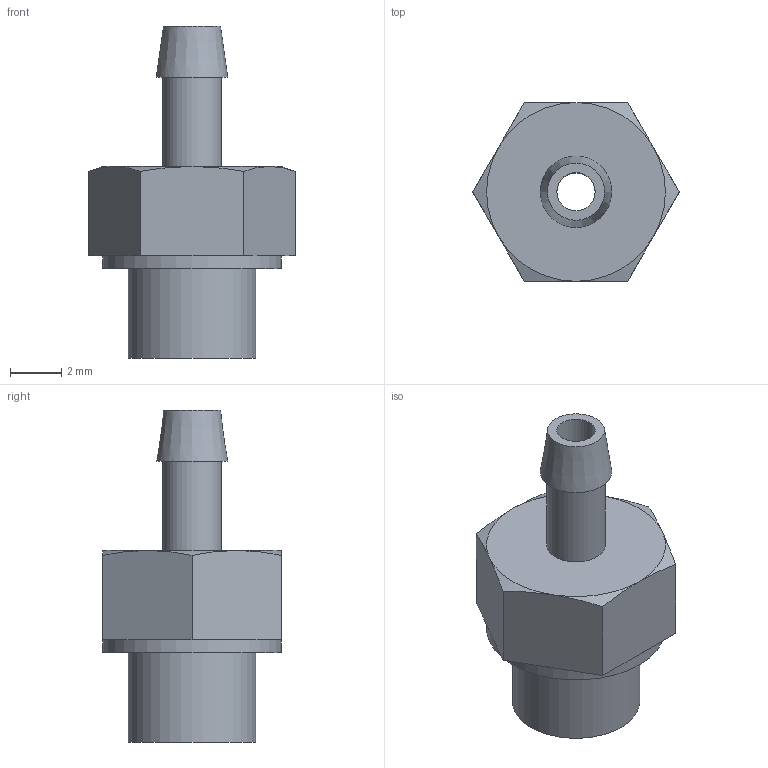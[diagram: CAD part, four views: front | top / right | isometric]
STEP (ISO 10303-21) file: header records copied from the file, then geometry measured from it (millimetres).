
FILE_DESCRIPTION((''),'2;1');
FILE_NAME('','2001-09-27T11:07:45+00:00',('Andreas Norlén'),( 'PIAB AB'),'','SolidEdge','');
FILE_SCHEMA(('CONFIG_CONTROL_DESIGN'));
Length unit declared in the file: millimetre
Products named in the file (1): 3107109
Bounding box: 8.08 x 7 x 13 mm (x, y, z)
Volume: 237.8 mm3; surface area: 335.1 mm2
Topology: 1 solids, 1 shells, 28 faces, 59 edges, 36 vertices
Faces by surface type: plane 17, cone 7, cylinder 4
Full cylindrical faces by diameter (mm): 1.5 x1, 2.3 x1, 5 x1, 7 x1
Entity records: 766 total; most frequent: CARTESIAN_POINT 221, ORIENTED_EDGE 102, DIRECTION 72, EDGE_CURVE 51, EDGE_LOOP 38, VERTEX_POINT 33, AXIS2_PLACEMENT_3D 30, ADVANCED_FACE 28
